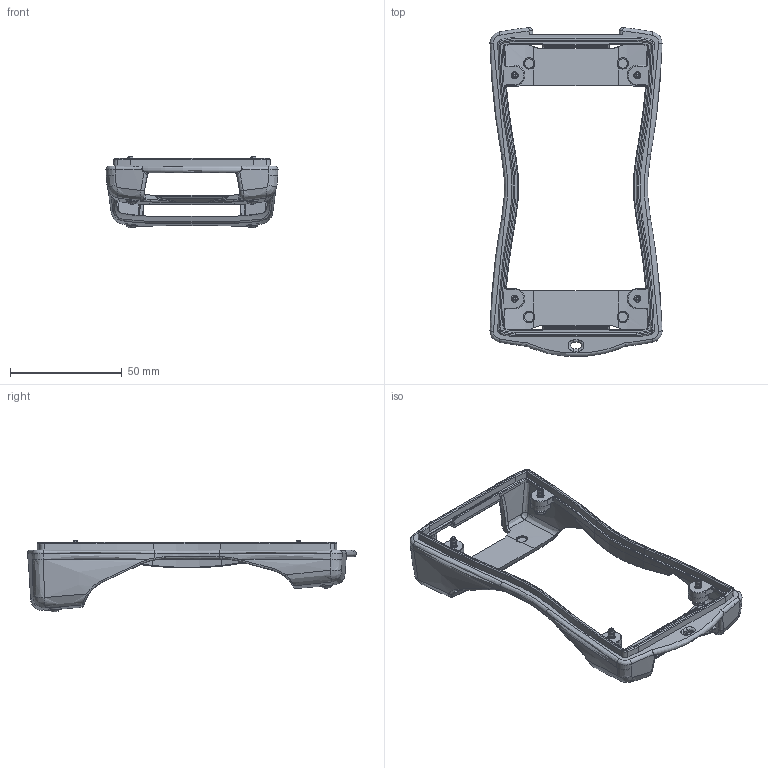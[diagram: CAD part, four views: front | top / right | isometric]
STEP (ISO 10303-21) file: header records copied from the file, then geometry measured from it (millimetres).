
FILE_DESCRIPTION((''),'2;1');
FILE_NAME('82851103_BS 500 DI-D-1003-LO.stp','2011-05-27T08:18:00',('haertel'),(''),'Autodesk Inventor 2011','Autodesk Inventor 2011','');
FILE_SCHEMA(('AUTOMOTIVE_DESIGN { 1 0 10303 214 1 1 1 1 }'));
Length unit declared in the file: millimetre
Products named in the file (3): BS-500-DI-D.iam (Detailgenauigkeit1); 1010148_3D; SHR Z KA30X12 WN 1412 MG_3DSYM
Assembly tree (5 placements, depth 2):
  BS-500-DI-D.iam (Detailgenauigkeit1)
    1010148_3D
    SHR Z KA30X12 WN 1412 MG_3DSYM  x4
Bounding box: 77.06 x 147.27 x 32.22 mm (x, y, z)
Volume: 24855.6 mm3; surface area: 25707.7 mm2
Topology: 5 solids, 5 shells, 805 faces, 1996 edges, 1196 vertices
Faces by surface type: bspline 218, cylinder 173, plane 169, torus 139, cone 88, sphere 18
Full cylindrical faces by diameter (mm): 2 x28, 3.2 x4, 5.3 x4
Entity records: 25435 total; most frequent: CARTESIAN_POINT 11093, ORIENTED_EDGE 3134, DIRECTION 2713, EDGE_CURVE 1567, AXIS2_PLACEMENT_3D 1151, VERTEX_POINT 950, EDGE_LOOP 721, FACE_OUTER_BOUND 663
